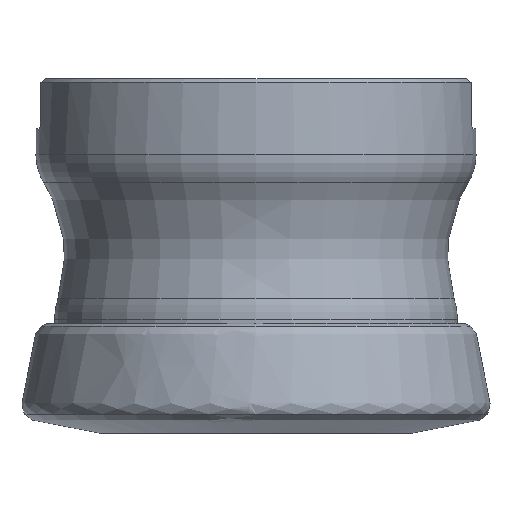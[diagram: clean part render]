
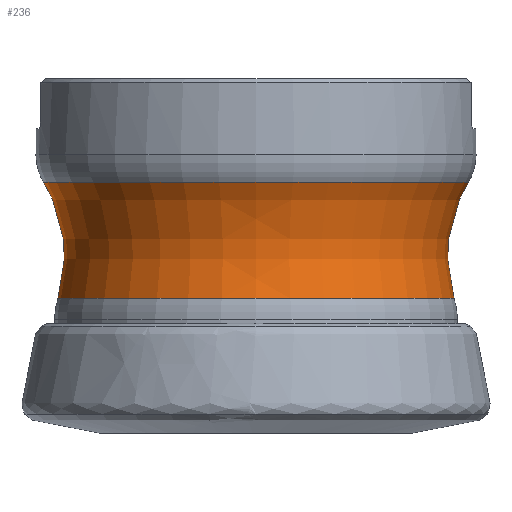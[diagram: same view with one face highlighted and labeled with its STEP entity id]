
A CAD part, left-side view. The second image highlights one B-rep face of the part: STEP entity #236.
In plain terms, the highlighted toroidal (fillet/blend) face has major radius 46.988 mm and minor radius 20 mm.
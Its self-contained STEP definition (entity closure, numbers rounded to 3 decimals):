
#91=TOROIDAL_SURFACE('',#950,46.988,20.);
#236=ADVANCED_FACE('',(#328,#329),#91,.F.);
#328=FACE_BOUND('',#376,.T.);
#329=FACE_BOUND('',#377,.T.);
#376=EDGE_LOOP('',(#482));
#377=EDGE_LOOP('',(#483));
#482=ORIENTED_EDGE('',*,*,#727,.T.);
#483=ORIENTED_EDGE('',*,*,#728,.T.);
#654=VERTEX_POINT('',#1552);
#655=VERTEX_POINT('',#1554);
#727=EDGE_CURVE('',#654,#654,#792,.T.);
#728=EDGE_CURVE('',#655,#655,#793,.T.);
#792=CIRCLE('',#948,29.906);
#793=CIRCLE('',#949,27.896);
#948=AXIS2_PLACEMENT_3D('',#1551,#1101,#1102);
#949=AXIS2_PLACEMENT_3D('',#1553,#1103,#1104);
#950=AXIS2_PLACEMENT_3D('',#1555,#1105,#1106);
#1101=DIRECTION('',(0.,0.,-1.));
#1102=DIRECTION('',(-1.,0.,0.));
#1103=DIRECTION('',(0.,0.,1.));
#1104=DIRECTION('',(1.,0.,0.));
#1105=DIRECTION('',(0.,0.,1.));
#1106=DIRECTION('',(-1.,0.,0.));
#1551=CARTESIAN_POINT('',(0.,0.,-14.614));
#1552=CARTESIAN_POINT('',(-29.906,0.,-14.614));
#1553=CARTESIAN_POINT('',(0.,0.,-30.973));
#1554=CARTESIAN_POINT('',(27.896,0.,-30.973));
#1555=CARTESIAN_POINT('',(0.,0.,-25.016));
